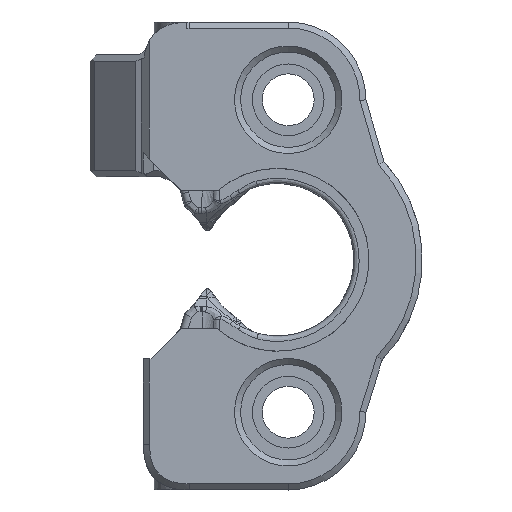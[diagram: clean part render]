
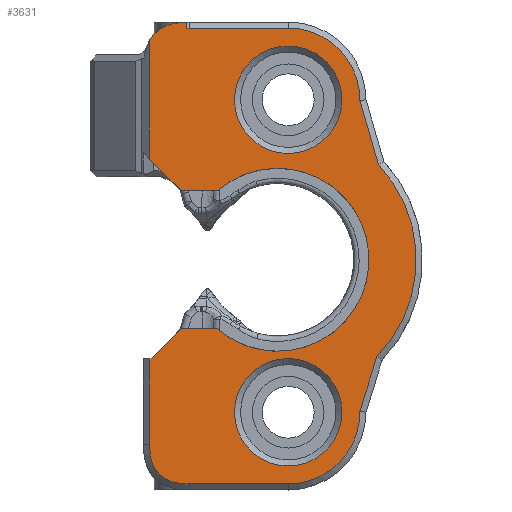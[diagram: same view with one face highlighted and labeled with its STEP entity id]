
A CAD part, left-side view. The second image highlights one B-rep face of the part: STEP entity #3631.
In plain terms, the highlighted planar face has unit normal (-1, 0, 0).
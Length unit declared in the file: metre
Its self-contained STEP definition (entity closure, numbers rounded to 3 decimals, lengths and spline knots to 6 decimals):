
#60=LINE('',#5735,#279);
#66=LINE('',#5745,#285);
#210=LINE('',#8839,#429);
#216=LINE('',#8900,#435);
#217=LINE('',#8907,#436);
#219=LINE('',#8915,#438);
#220=LINE('',#8923,#439);
#222=LINE('',#8931,#441);
#225=LINE('',#8974,#444);
#226=LINE('',#8998,#445);
#241=LINE('',#9078,#460);
#254=LINE('',#9136,#473);
#256=LINE('',#9156,#475);
#279=VECTOR('',#3981,1.);
#285=VECTOR('',#3989,1.);
#429=VECTOR('',#4397,1.);
#435=VECTOR('',#4433,1.);
#436=VECTOR('',#4436,1.);
#438=VECTOR('',#4446,1.);
#439=VECTOR('',#4457,1.);
#441=VECTOR('',#4467,1.);
#444=VECTOR('',#4472,1.);
#445=VECTOR('',#4483,1.);
#460=VECTOR('',#4522,1.);
#473=VECTOR('',#4557,1.);
#475=VECTOR('',#4579,1.);
#552=B_SPLINE_CURVE_WITH_KNOTS('',3,(#5933,#5934,#5935,#5936,#5937),
 .UNSPECIFIED.,.F.,.F.,(4,1,4),(0.,0.001416,0.002832),
 .UNSPECIFIED.);
#685=B_SPLINE_CURVE_WITH_KNOTS('',3,(#8964,#8965,#8966,#8967,#8968,#8969,
#8970),.UNSPECIFIED.,.F.,.F.,(4,1,1,1,4),(0.,0.001054,
0.002108,0.003161,0.004215),
 .UNSPECIFIED.);
#840=PLANE('',#3891);
#1813=ORIENTED_EDGE('',*,*,#2397,.T.);
#1814=ORIENTED_EDGE('',*,*,#1980,.T.);
#1815=ORIENTED_EDGE('',*,*,#2402,.F.);
#1816=ORIENTED_EDGE('',*,*,#1986,.F.);
#1817=ORIENTED_EDGE('',*,*,#2403,.T.);
#1818=ORIENTED_EDGE('',*,*,#2325,.T.);
#1819=ORIENTED_EDGE('',*,*,#2357,.T.);
#1820=ORIENTED_EDGE('',*,*,#2355,.T.);
#1821=ORIENTED_EDGE('',*,*,#2353,.T.);
#1822=ORIENTED_EDGE('',*,*,#2351,.T.);
#1823=ORIENTED_EDGE('',*,*,#2349,.T.);
#1824=ORIENTED_EDGE('',*,*,#2347,.T.);
#1825=ORIENTED_EDGE('',*,*,#2345,.T.);
#1826=ORIENTED_EDGE('',*,*,#2343,.T.);
#1827=ORIENTED_EDGE('',*,*,#2341,.T.);
#1828=ORIENTED_EDGE('',*,*,#2339,.T.);
#1829=ORIENTED_EDGE('',*,*,#2361,.T.);
#1830=ORIENTED_EDGE('',*,*,#2047,.T.);
#1831=ORIENTED_EDGE('',*,*,#2381,.T.);
#1832=ORIENTED_EDGE('',*,*,#2359,.F.);
#1833=ORIENTED_EDGE('',*,*,#2360,.F.);
#1980=EDGE_CURVE('',#2486,#2485,#60,.T.);
#1986=EDGE_CURVE('',#2488,#2487,#66,.T.);
#2047=EDGE_CURVE('',#2544,#2543,#552,.T.);
#2325=EDGE_CURVE('',#2720,#2719,#210,.T.);
#2339=EDGE_CURVE('',#2725,#2724,#216,.T.);
#2341=EDGE_CURVE('',#2726,#2725,#217,.T.);
#2343=EDGE_CURVE('',#2727,#2726,#2827,.T.);
#2345=EDGE_CURVE('',#2728,#2727,#219,.T.);
#2347=EDGE_CURVE('',#2729,#2728,#2830,.T.);
#2349=EDGE_CURVE('',#2730,#2729,#220,.T.);
#2351=EDGE_CURVE('',#2731,#2730,#2833,.T.);
#2353=EDGE_CURVE('',#2732,#2731,#222,.T.);
#2355=EDGE_CURVE('',#2733,#2732,#685,.T.);
#2357=EDGE_CURVE('',#2719,#2733,#225,.T.);
#2359=EDGE_CURVE('',#2734,#2734,#2834,.T.);
#2360=EDGE_CURVE('',#2735,#2735,#2835,.T.);
#2361=EDGE_CURVE('',#2724,#2544,#226,.T.);
#2381=EDGE_CURVE('',#2543,#2740,#241,.T.);
#2397=EDGE_CURVE('',#2740,#2486,#254,.T.);
#2402=EDGE_CURVE('',#2487,#2485,#2839,.T.);
#2403=EDGE_CURVE('',#2488,#2720,#256,.T.);
#2485=VERTEX_POINT('',#5734);
#2486=VERTEX_POINT('',#5736);
#2487=VERTEX_POINT('',#5741);
#2488=VERTEX_POINT('',#5744);
#2543=VERTEX_POINT('',#5932);
#2544=VERTEX_POINT('',#5938);
#2719=VERTEX_POINT('',#8838);
#2720=VERTEX_POINT('',#8840);
#2724=VERTEX_POINT('',#8899);
#2725=VERTEX_POINT('',#8901);
#2726=VERTEX_POINT('',#8908);
#2727=VERTEX_POINT('',#8912);
#2728=VERTEX_POINT('',#8916);
#2729=VERTEX_POINT('',#8920);
#2730=VERTEX_POINT('',#8924);
#2731=VERTEX_POINT('',#8928);
#2732=VERTEX_POINT('',#8932);
#2733=VERTEX_POINT('',#8971);
#2734=VERTEX_POINT('',#8993);
#2735=VERTEX_POINT('',#8996);
#2740=VERTEX_POINT('',#9077);
#2827=CIRCLE('',#3842,0.0047);
#2830=CIRCLE('',#3847,0.0091);
#2833=CIRCLE('',#3852,0.0047);
#2834=CIRCLE('',#3856,0.003525);
#2835=CIRCLE('',#3858,0.003525);
#2839=CIRCLE('',#3892,0.006);
#3080=EDGE_LOOP('',(#1813,#1814,#1815,#1816,#1817,#1818,#1819,#1820,#1821,
#1822,#1823,#1824,#1825,#1826,#1827,#1828,#1829,#1830,#1831));
#3081=EDGE_LOOP('',(#1832));
#3082=EDGE_LOOP('',(#1833));
#3345=FACE_BOUND('',#3080,.T.);
#3346=FACE_BOUND('',#3081,.T.);
#3347=FACE_BOUND('',#3082,.T.);
#3631=ADVANCED_FACE('',(#3345,#3346,#3347),#840,.T.);
#3842=AXIS2_PLACEMENT_3D('',#8911,#4440,#4441);
#3847=AXIS2_PLACEMENT_3D('',#8919,#4451,#4452);
#3852=AXIS2_PLACEMENT_3D('',#8927,#4462,#4463);
#3856=AXIS2_PLACEMENT_3D('',#8992,#4475,#4476);
#3858=AXIS2_PLACEMENT_3D('',#8995,#4479,#4480);
#3891=AXIS2_PLACEMENT_3D('',#9154,#4575,#4576);
#3892=AXIS2_PLACEMENT_3D('',#9155,#4577,#4578);
#3981=DIRECTION('',(0.,-1.,0.));
#3989=DIRECTION('',(0.,-1.,0.));
#4397=DIRECTION('',(0.,1.,0.));
#4433=DIRECTION('',(0.,1.,-0.017));
#4436=DIRECTION('',(0.,1.,0.));
#4440=DIRECTION('',(-1.,0.,0.));
#4441=DIRECTION('',(0.,0.,1.));
#4446=DIRECTION('',(0.,0.279,0.96));
#4451=DIRECTION('',(-1.,0.,0.));
#4452=DIRECTION('',(0.,0.,1.));
#4457=DIRECTION('',(0.,-0.296,0.955));
#4462=DIRECTION('',(-1.,0.,0.));
#4463=DIRECTION('',(0.,0.,1.));
#4467=DIRECTION('',(0.,-1.,0.));
#4472=DIRECTION('',(0.,0.,-1.));
#4475=DIRECTION('',(-1.,0.,0.));
#4476=DIRECTION('',(0.,0.,1.));
#4479=DIRECTION('',(-1.,0.,0.));
#4480=DIRECTION('',(0.,0.,1.));
#4483=DIRECTION('',(0.,0.,1.));
#4522=DIRECTION('',(0.,0.,-1.));
#4557=DIRECTION('',(0.,-0.707,-0.707));
#4575=DIRECTION('',(-1.,0.,0.));
#4576=DIRECTION('',(0.,0.,1.));
#4577=DIRECTION('',(-1.,0.,0.));
#4578=DIRECTION('',(0.,0.,1.));
#4579=DIRECTION('',(0.,0.707,-0.707));
#5734=CARTESIAN_POINT('',(0.01332,-0.078884,-0.033964));
#5735=CARTESIAN_POINT('',(0.01332,-0.078197,-0.033964));
#5736=CARTESIAN_POINT('',(0.01332,-0.07651,-0.033964));
#5741=CARTESIAN_POINT('',(0.01332,-0.078884,-0.043004));
#5744=CARTESIAN_POINT('',(0.01332,-0.07651,-0.043004));
#5745=CARTESIAN_POINT('',(0.01332,-0.078592,-0.043004));
#5932=CARTESIAN_POINT('',(0.01332,-0.074429,-0.024092));
#5933=CARTESIAN_POINT('',(0.01332,-0.076877,-0.022886));
#5934=CARTESIAN_POINT('',(0.01332,-0.076398,-0.022899));
#5935=CARTESIAN_POINT('',(0.01332,-0.07544,-0.023032));
#5936=CARTESIAN_POINT('',(0.01332,-0.07467,-0.023673));
#5937=CARTESIAN_POINT('',(0.01332,-0.074429,-0.024092));
#5938=CARTESIAN_POINT('',(0.01332,-0.076877,-0.022886));
#8838=CARTESIAN_POINT('',(0.01332,-0.07443,-0.044984));
#8839=CARTESIAN_POINT('',(0.01332,-0.087473,-0.044984));
#8840=CARTESIAN_POINT('',(0.01332,-0.07453,-0.044984));
#8899=CARTESIAN_POINT('',(0.01332,-0.076877,-0.023286));
#8900=CARTESIAN_POINT('',(0.01332,-0.087577,-0.023104));
#8901=CARTESIAN_POINT('',(0.01332,-0.07703,-0.023284));
#8907=CARTESIAN_POINT('',(0.01332,-0.07703,-0.023284));
#8908=CARTESIAN_POINT('',(0.01332,-0.08353,-0.023284));
#8911=CARTESIAN_POINT('',(0.01332,-0.08353,-0.027984));
#8912=CARTESIAN_POINT('',(0.01332,-0.08823,-0.02804));
#8915=CARTESIAN_POINT('',(0.01332,-0.085208,-0.017642));
#8916=CARTESIAN_POINT('',(0.01332,-0.089451,-0.032241));
#8919=CARTESIAN_POINT('',(0.01332,-0.08283,-0.038484));
#8920=CARTESIAN_POINT('',(0.01332,-0.08934,-0.044843));
#8923=CARTESIAN_POINT('',(0.01332,-0.089311,-0.044934));
#8924=CARTESIAN_POINT('',(0.01332,-0.08823,-0.048425));
#8927=CARTESIAN_POINT('',(0.01332,-0.08353,-0.048484));
#8928=CARTESIAN_POINT('',(0.01332,-0.08353,-0.053184));
#8931=CARTESIAN_POINT('',(0.01332,-0.08353,-0.053184));
#8932=CARTESIAN_POINT('',(0.01332,-0.07703,-0.053184));
#8964=CARTESIAN_POINT('',(0.01332,-0.07443,-0.050584));
#8965=CARTESIAN_POINT('',(0.01332,-0.07443,-0.050938));
#8966=CARTESIAN_POINT('',(0.01332,-0.074486,-0.05164));
#8967=CARTESIAN_POINT('',(0.01332,-0.07498,-0.052634));
#8968=CARTESIAN_POINT('',(0.01332,-0.075966,-0.053126));
#8969=CARTESIAN_POINT('',(0.01332,-0.076675,-0.053183));
#8970=CARTESIAN_POINT('',(0.01332,-0.07703,-0.053184));
#8971=CARTESIAN_POINT('',(0.01332,-0.07443,-0.050584));
#8974=CARTESIAN_POINT('',(0.01332,-0.07443,-0.016984));
#8992=CARTESIAN_POINT('',(0.01332,-0.08353,-0.027984));
#8993=CARTESIAN_POINT('',(0.01332,-0.08353,-0.024459));
#8995=CARTESIAN_POINT('',(0.01332,-0.08353,-0.048484));
#8996=CARTESIAN_POINT('',(0.01332,-0.08353,-0.044959));
#8998=CARTESIAN_POINT('',(0.01332,-0.076877,-0.027267));
#9077=CARTESIAN_POINT('',(0.01332,-0.07443,-0.031884));
#9078=CARTESIAN_POINT('',(0.01332,-0.07443,-0.016984));
#9136=CARTESIAN_POINT('',(0.01332,-0.073501,-0.030956));
#9154=CARTESIAN_POINT('',(0.01332,-0.087473,-0.016984));
#9155=CARTESIAN_POINT('',(0.01332,-0.08283,-0.038484));
#9156=CARTESIAN_POINT('',(0.01332,-0.095001,-0.024512));
